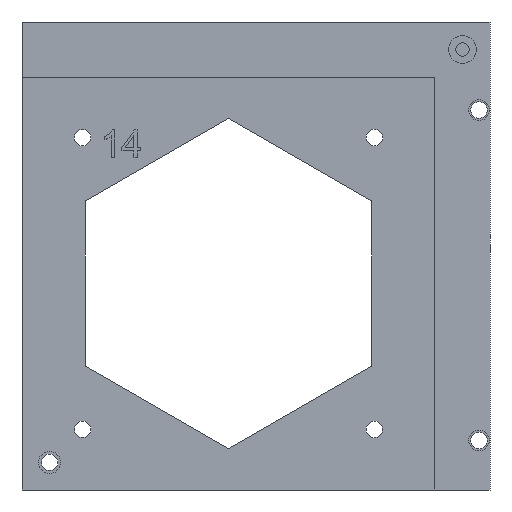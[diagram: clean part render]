
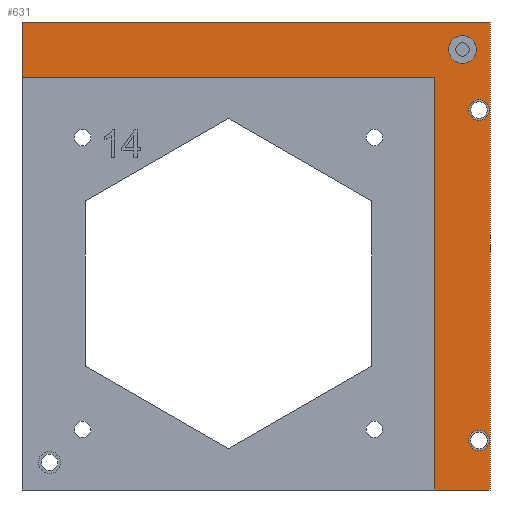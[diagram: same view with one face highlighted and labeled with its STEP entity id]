
A CAD part, left-side view. The second image highlights one B-rep face of the part: STEP entity #631.
In plain terms, the highlighted planar face has unit normal (-1, 0, 0).
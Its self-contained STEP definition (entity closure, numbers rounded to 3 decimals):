
#190 = VERTEX_POINT('',#191);
#191 = CARTESIAN_POINT('',(-194.,-170.,340.));
#197 = EDGE_CURVE('',#198,#190,#200,.T.);
#198 = VERTEX_POINT('',#199);
#199 = CARTESIAN_POINT('',(-194.,-170.,170.));
#200 = LINE('',#201,#202);
#201 = CARTESIAN_POINT('',(-194.,-170.,170.));
#202 = VECTOR('',#203,1.);
#203 = DIRECTION('',(0.,0.,1.));
#229 = EDGE_CURVE('',#198,#230,#232,.T.);
#230 = VERTEX_POINT('',#231);
#231 = CARTESIAN_POINT('',(-194.,-150.,170.));
#232 = LINE('',#233,#234);
#233 = CARTESIAN_POINT('',(-194.,-170.,170.));
#234 = VECTOR('',#235,1.);
#235 = DIRECTION('',(0.,1.,0.));
#262 = VERTEX_POINT('',#263);
#263 = CARTESIAN_POINT('',(-194.,0.,340.));
#269 = EDGE_CURVE('',#190,#262,#270,.T.);
#270 = LINE('',#271,#272);
#271 = CARTESIAN_POINT('',(-194.,-170.,340.));
#272 = VECTOR('',#273,1.);
#273 = DIRECTION('',(0.,1.,0.));
#295 = VERTEX_POINT('',#296);
#296 = CARTESIAN_POINT('',(-194.,0.,320.));
#302 = EDGE_CURVE('',#262,#295,#303,.T.);
#303 = LINE('',#304,#305);
#304 = CARTESIAN_POINT('',(-194.,0.,340.));
#305 = VECTOR('',#306,1.);
#306 = DIRECTION('',(0.,0.,-1.));
#631 = ADVANCED_FACE('',(#632,#652,#663,#674),#685,.T.);
#632 = FACE_BOUND('',#633,.T.);
#633 = EDGE_LOOP('',(#634,#635,#636,#637,#638,#646));
#634 = ORIENTED_EDGE('',*,*,#229,.F.);
#635 = ORIENTED_EDGE('',*,*,#197,.T.);
#636 = ORIENTED_EDGE('',*,*,#269,.T.);
#637 = ORIENTED_EDGE('',*,*,#302,.T.);
#638 = ORIENTED_EDGE('',*,*,#639,.T.);
#639 = EDGE_CURVE('',#295,#640,#642,.T.);
#640 = VERTEX_POINT('',#641);
#641 = CARTESIAN_POINT('',(-194.,-150.,320.));
#642 = LINE('',#643,#644);
#643 = CARTESIAN_POINT('',(-194.,0.,320.));
#644 = VECTOR('',#645,1.);
#645 = DIRECTION('',(0.,-1.,0.));
#646 = ORIENTED_EDGE('',*,*,#647,.F.);
#647 = EDGE_CURVE('',#230,#640,#648,.T.);
#648 = LINE('',#649,#650);
#649 = CARTESIAN_POINT('',(-194.,-150.,170.));
#650 = VECTOR('',#651,1.);
#651 = DIRECTION('',(0.,0.,1.));
#652 = FACE_BOUND('',#653,.T.);
#653 = EDGE_LOOP('',(#654));
#654 = ORIENTED_EDGE('',*,*,#655,.F.);
#655 = EDGE_CURVE('',#656,#656,#658,.T.);
#656 = VERTEX_POINT('',#657);
#657 = CARTESIAN_POINT('',(-194.,-169.749,188.036));
#658 = CIRCLE('',#659,3.75);
#659 = AXIS2_PLACEMENT_3D('',#660,#661,#662);
#660 = CARTESIAN_POINT('',(-194.,-165.999,188.036));
#661 = DIRECTION('',(-1.,0.,0.));
#662 = DIRECTION('',(0.,-1.,0.));
#663 = FACE_BOUND('',#664,.T.);
#664 = EDGE_LOOP('',(#665));
#665 = ORIENTED_EDGE('',*,*,#666,.F.);
#666 = EDGE_CURVE('',#667,#667,#669,.T.);
#667 = VERTEX_POINT('',#668);
#668 = CARTESIAN_POINT('',(-194.,-165.,330.));
#669 = CIRCLE('',#670,5.);
#670 = AXIS2_PLACEMENT_3D('',#671,#672,#673);
#671 = CARTESIAN_POINT('',(-194.,-160.,330.));
#672 = DIRECTION('',(-1.,0.,0.));
#673 = DIRECTION('',(0.,-1.,0.));
#674 = FACE_BOUND('',#675,.T.);
#675 = EDGE_LOOP('',(#676));
#676 = ORIENTED_EDGE('',*,*,#677,.F.);
#677 = EDGE_CURVE('',#678,#678,#680,.T.);
#678 = VERTEX_POINT('',#679);
#679 = CARTESIAN_POINT('',(-194.,-169.745,308.011));
#680 = CIRCLE('',#681,3.75);
#681 = AXIS2_PLACEMENT_3D('',#682,#683,#684);
#682 = CARTESIAN_POINT('',(-194.,-165.995,308.011));
#683 = DIRECTION('',(-1.,0.,0.));
#684 = DIRECTION('',(0.,-1.,0.));
#685 = PLANE('',#686);
#686 = AXIS2_PLACEMENT_3D('',#687,#688,#689);
#687 = CARTESIAN_POINT('',(-194.,-118.088,288.088));
#688 = DIRECTION('',(-1.,0.,0.));
#689 = DIRECTION('',(0.,-1.,0.));
